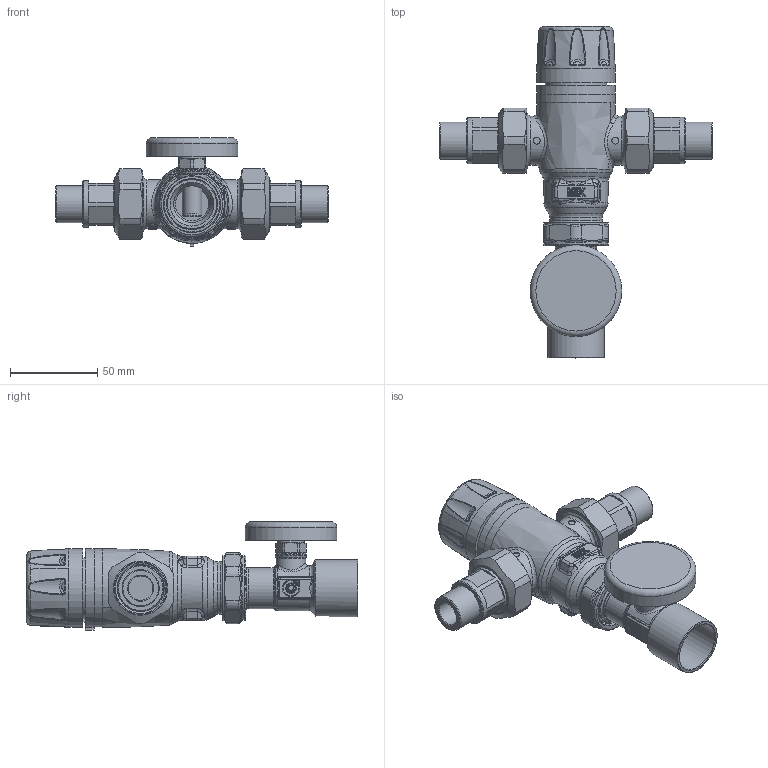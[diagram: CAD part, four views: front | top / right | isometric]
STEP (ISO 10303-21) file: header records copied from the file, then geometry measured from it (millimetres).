
FILE_DESCRIPTION(/* description */ (''),/* implementation_level */ '2;1');
FILE_NAME(/* name */ '521619A.stp',/* time_stamp */ '2025-06-25T10:39:51-05:00',/* author */ ('ischreiner'),/* organization */ (''),/* preprocessor_version */ 'ST-DEVELOPER v20',/* originating_system */ 'Autodesk Inventor 2024',/* authorisation */ '');
FILE_SCHEMA (('AUTOMOTIVE_DESIGN { 1 0 10303 214 3 1 1 }'));
Products named in the file (8): 521619A; 521101A; R0014494 TP 0.5 male NPT for check; NA10057; F0002386 drywell tin plated; NA11031 Temp Gauge; F0000698 1 inch slip nut; F61008 - 1 inch union nut
Assembly tree (9 placements, depth 2):
  521619A
    521101A
    R0014494 TP 0.5 male NPT for check  x2
    NA10057
    F0002386 drywell tin plated
    NA11031 Temp Gauge
    F0000698 1 inch slip nut
    F61008 - 1 inch union nut  x2
Bounding box: 156 x 189.85 x 61.9 mm (x, y, z)
Volume: 263812.2 mm3; surface area: 71124.7 mm2
Topology: 9 solids, 9 shells, 1780 faces, 4097 edges, 2240 vertices
Faces by surface type: bspline 639, cylinder 536, plane 312, sphere 106, cone 104, torus 83
Full cylindrical faces by diameter (mm): 2 x1, 4 x2, 8 x1, 9 x1, 9.017 x1, 10.008 x1, 11.176 x1, 11.227 x1, 11.43 x1, 11.5 x1, 12.954 x1, 13.5 x1, 13.6 x1, 14 x2, 15.24 x1, 15.875 x1, 17 x1, 18 x1, 19 x1, 20.1 x4, 20.6 x4, 21 x1, 21.3 x2, 22 x2, 23.5 x1, 24 x1, 26.5 x2, 26.924 x2, 27.7 x1, 28 x2
Entity records: 107053 total; most frequent: CARTESIAN_POINT 70500, ORIENTED_EDGE 7602, DIRECTION 6905, EDGE_CURVE 3801, AXIS2_PLACEMENT_3D 2891, VERTEX_POINT 2151, EDGE_LOOP 1780, FACE_OUTER_BOUND 1717
